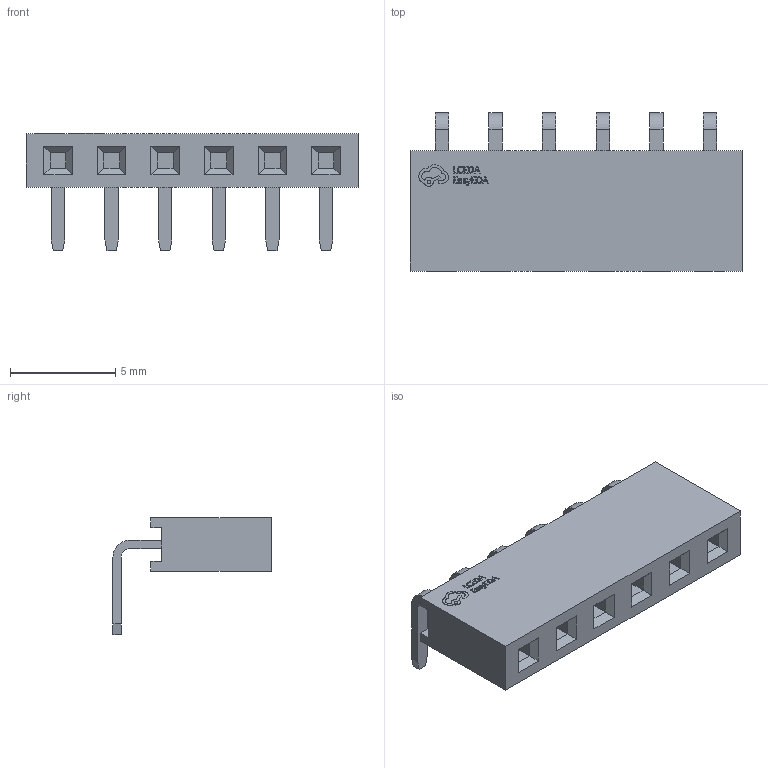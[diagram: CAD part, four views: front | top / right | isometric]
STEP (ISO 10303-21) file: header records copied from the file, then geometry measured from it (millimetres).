
FILE_DESCRIPTION((''),'2;1');
FILE_NAME('HDR-TH_6P-P','2022-06-24T11:33:12',('win10'),(''),'CREO PARAMETRIC BY PTC INC, 2020033','CREO PARAMETRIC BY PTC INC, 2020033','');
FILE_SCHEMA(('CONFIG_CONTROL_DESIGN','GEOMETRIC_VALIDATION_PROPERTIES_MIM'));
Length unit declared in the file: millimetre
Products named in the file (1): HDR-TH_6P-P
Bounding box: 15.74 x 7.5 x 5.55 mm (x, y, z)
Volume: 212.8 mm3; surface area: 468.1 mm2
Topology: 1 solids, 1 shells, 336 faces, 867 edges, 570 vertices
Faces by surface type: plane 249, extrusion 73, cylinder 14
Entity records: 13244 total; most frequent: CARTESIAN_POINT 2642, ORIENTED_EDGE 1734, DIRECTION 1348, EDGE_CURVE 867, VECTOR 766, LINE 693, VERTEX_POINT 570, PRESENTATION_STYLE_ASSIGNMENT 409
